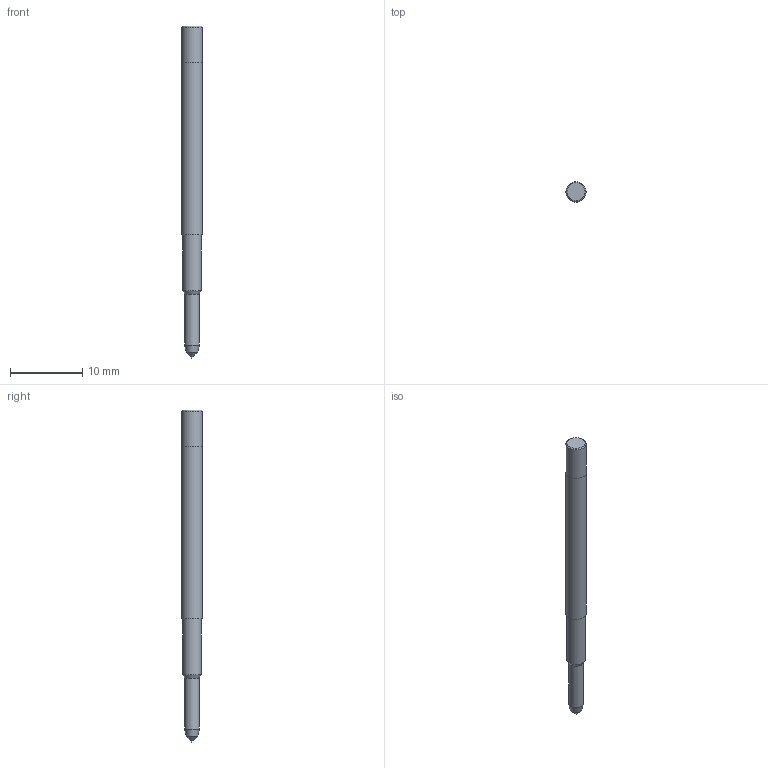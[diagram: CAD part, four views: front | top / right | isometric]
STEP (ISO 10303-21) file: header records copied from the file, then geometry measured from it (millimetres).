
FILE_DESCRIPTION(('STEP'), '1');
FILE_NAME('T200-SM100DA-M2 D115.stp', '2018-03-13T14:17:08', ('TDM Systems GmbH'), ('TDM Systems GmbH'), 'HarmonyWare STEP v2.0.6.4 Express v2.2.0.0', 'TDM', 'Unknown');
FILE_SCHEMA(('AUTOMOTIVE_DESIGN'));
Length unit declared in the file: millimetre
Products named in the file (1): NONE
Bounding box: 2.8 x 2.8 x 45.8 mm (x, y, z)
Volume: 245.2 mm3; surface area: 461.3 mm2
Topology: 2 solids, 2 shells, 14 faces, 28 edges, 23 vertices
Faces by surface type: bspline 10, plane 4
Entity records: 553 total; most frequent: CARTESIAN_POINT 237, DIRECTION 54, ORIENTED_EDGE 46, EDGE_CURVE 23, AXIS2_PLACEMENT_3D 20, EDGE_LOOP 17, LINE 14, VECTOR 14
